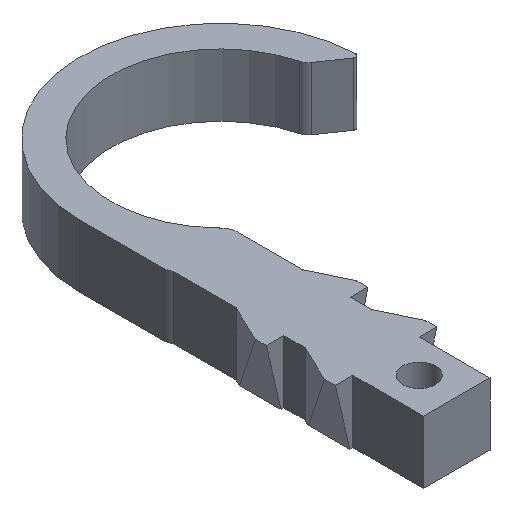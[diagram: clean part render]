
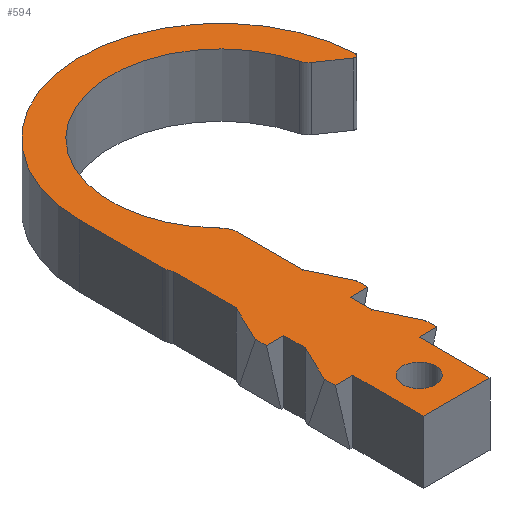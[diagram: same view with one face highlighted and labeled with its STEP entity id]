
A CAD part, isometric view. The second image highlights one B-rep face of the part: STEP entity #594.
In plain terms, the highlighted planar face has unit normal (0, 0, 1).
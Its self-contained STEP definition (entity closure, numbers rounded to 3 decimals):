
#16=FACE_BOUND('',#95,.T.);
#34=PLANE('',#660);
#63=FACE_OUTER_BOUND('',#94,.T.);
#94=EDGE_LOOP('',(#512,#513,#514,#515,#516,#517,#518,#519,#520,#521,#522,
#523,#524,#525,#526,#527,#528,#529,#530,#531,#532,#533,#534,#535,#536,#537,
#538));
#95=EDGE_LOOP('',(#539));
#108=LINE('',#855,#178);
#130=LINE('',#908,#200);
#133=LINE('',#913,#203);
#135=LINE('',#918,#205);
#138=LINE('',#923,#208);
#140=LINE('',#928,#210);
#143=LINE('',#933,#213);
#145=LINE('',#937,#215);
#147=LINE('',#941,#217);
#149=LINE('',#945,#219);
#151=LINE('',#949,#221);
#153=LINE('',#953,#223);
#154=LINE('',#955,#224);
#156=LINE('',#960,#226);
#159=LINE('',#965,#229);
#161=LINE('',#972,#231);
#165=LINE('',#983,#235);
#166=LINE('',#984,#236);
#167=LINE('',#985,#237);
#168=LINE('',#987,#238);
#169=LINE('',#989,#239);
#178=VECTOR('',#696,10.);
#200=VECTOR('',#730,10.);
#203=VECTOR('',#735,10.);
#205=VECTOR('',#739,10.);
#208=VECTOR('',#744,10.);
#210=VECTOR('',#748,10.);
#213=VECTOR('',#753,10.);
#215=VECTOR('',#757,10.);
#217=VECTOR('',#761,10.);
#219=VECTOR('',#765,10.);
#221=VECTOR('',#769,10.);
#223=VECTOR('',#773,10.);
#224=VECTOR('',#776,10.);
#226=VECTOR('',#780,10.);
#229=VECTOR('',#785,10.);
#231=VECTOR('',#793,10.);
#235=VECTOR('',#807,10.);
#236=VECTOR('',#808,10.);
#237=VECTOR('',#809,10.);
#238=VECTOR('',#810,10.);
#239=VECTOR('',#811,10.);
#243=CIRCLE('',#626,0.5);
#245=CIRCLE('',#629,22.5);
#247=CIRCLE('',#632,2.);
#252=CIRCLE('',#654,3.);
#253=CIRCLE('',#657,2.6);
#254=CIRCLE('',#659,17.5);
#255=CIRCLE('',#661,3.);
#258=VERTEX_POINT('',#833);
#259=VERTEX_POINT('',#835);
#261=VERTEX_POINT('',#841);
#264=VERTEX_POINT('',#848);
#265=VERTEX_POINT('',#850);
#289=VERTEX_POINT('',#905);
#290=VERTEX_POINT('',#907);
#291=VERTEX_POINT('',#911);
#292=VERTEX_POINT('',#915);
#293=VERTEX_POINT('',#917);
#294=VERTEX_POINT('',#921);
#295=VERTEX_POINT('',#925);
#296=VERTEX_POINT('',#927);
#297=VERTEX_POINT('',#931);
#298=VERTEX_POINT('',#935);
#299=VERTEX_POINT('',#939);
#300=VERTEX_POINT('',#943);
#301=VERTEX_POINT('',#947);
#302=VERTEX_POINT('',#951);
#303=VERTEX_POINT('',#957);
#304=VERTEX_POINT('',#959);
#305=VERTEX_POINT('',#963);
#306=VERTEX_POINT('',#967);
#307=VERTEX_POINT('',#971);
#308=VERTEX_POINT('',#975);
#309=VERTEX_POINT('',#979);
#310=VERTEX_POINT('',#986);
#311=VERTEX_POINT('',#988);
#314=EDGE_CURVE('',#259,#258,#243,.T.);
#318=EDGE_CURVE('',#258,#261,#245,.T.);
#321=EDGE_CURVE('',#265,#264,#247,.T.);
#324=EDGE_CURVE('',#264,#259,#108,.T.);
#350=EDGE_CURVE('',#289,#290,#130,.T.);
#353=EDGE_CURVE('',#291,#289,#133,.T.);
#355=EDGE_CURVE('',#292,#293,#135,.T.);
#358=EDGE_CURVE('',#294,#291,#138,.T.);
#360=EDGE_CURVE('',#295,#296,#140,.T.);
#363=EDGE_CURVE('',#297,#295,#143,.T.);
#365=EDGE_CURVE('',#298,#297,#145,.T.);
#367=EDGE_CURVE('',#299,#298,#147,.T.);
#369=EDGE_CURVE('',#300,#299,#149,.T.);
#371=EDGE_CURVE('',#301,#300,#151,.T.);
#373=EDGE_CURVE('',#302,#301,#153,.T.);
#374=EDGE_CURVE('',#296,#292,#154,.T.);
#376=EDGE_CURVE('',#303,#304,#156,.T.);
#379=EDGE_CURVE('',#305,#261,#159,.T.);
#381=EDGE_CURVE('',#306,#305,#252,.T.);
#382=EDGE_CURVE('',#304,#307,#161,.T.);
#384=EDGE_CURVE('',#308,#308,#253,.T.);
#386=EDGE_CURVE('',#265,#309,#254,.T.);
#388=EDGE_CURVE('',#290,#306,#165,.T.);
#389=EDGE_CURVE('',#293,#294,#166,.T.);
#390=EDGE_CURVE('',#307,#302,#167,.T.);
#391=EDGE_CURVE('',#310,#303,#168,.T.);
#392=EDGE_CURVE('',#311,#310,#169,.T.);
#393=EDGE_CURVE('',#309,#311,#255,.T.);
#512=ORIENTED_EDGE('',*,*,#379,.F.);
#513=ORIENTED_EDGE('',*,*,#381,.F.);
#514=ORIENTED_EDGE('',*,*,#388,.F.);
#515=ORIENTED_EDGE('',*,*,#350,.F.);
#516=ORIENTED_EDGE('',*,*,#353,.F.);
#517=ORIENTED_EDGE('',*,*,#358,.F.);
#518=ORIENTED_EDGE('',*,*,#389,.F.);
#519=ORIENTED_EDGE('',*,*,#355,.F.);
#520=ORIENTED_EDGE('',*,*,#374,.F.);
#521=ORIENTED_EDGE('',*,*,#360,.F.);
#522=ORIENTED_EDGE('',*,*,#363,.F.);
#523=ORIENTED_EDGE('',*,*,#365,.F.);
#524=ORIENTED_EDGE('',*,*,#367,.F.);
#525=ORIENTED_EDGE('',*,*,#369,.F.);
#526=ORIENTED_EDGE('',*,*,#371,.F.);
#527=ORIENTED_EDGE('',*,*,#373,.F.);
#528=ORIENTED_EDGE('',*,*,#390,.F.);
#529=ORIENTED_EDGE('',*,*,#382,.F.);
#530=ORIENTED_EDGE('',*,*,#376,.F.);
#531=ORIENTED_EDGE('',*,*,#391,.F.);
#532=ORIENTED_EDGE('',*,*,#392,.F.);
#533=ORIENTED_EDGE('',*,*,#393,.F.);
#534=ORIENTED_EDGE('',*,*,#386,.F.);
#535=ORIENTED_EDGE('',*,*,#321,.T.);
#536=ORIENTED_EDGE('',*,*,#324,.T.);
#537=ORIENTED_EDGE('',*,*,#314,.T.);
#538=ORIENTED_EDGE('',*,*,#318,.T.);
#539=ORIENTED_EDGE('',*,*,#384,.T.);
#594=ADVANCED_FACE('',(#63,#16),#34,.T.);
#626=AXIS2_PLACEMENT_3D('',#836,#675,#676);
#629=AXIS2_PLACEMENT_3D('',#843,#683,#684);
#632=AXIS2_PLACEMENT_3D('',#851,#690,#691);
#654=AXIS2_PLACEMENT_3D('',#969,#789,#790);
#657=AXIS2_PLACEMENT_3D('',#976,#797,#798);
#659=AXIS2_PLACEMENT_3D('',#980,#802,#803);
#660=AXIS2_PLACEMENT_3D('',#982,#805,#806);
#661=AXIS2_PLACEMENT_3D('',#990,#812,#813);
#675=DIRECTION('center_axis',(0.,0.,1.));
#676=DIRECTION('ref_axis',(-0.565,-0.825,0.));
#683=DIRECTION('center_axis',(0.,0.,1.));
#684=DIRECTION('ref_axis',(0.999,0.044,0.));
#690=DIRECTION('center_axis',(0.,0.,1.));
#691=DIRECTION('ref_axis',(-0.968,-0.252,0.));
#696=DIRECTION('',(0.825,-0.565,0.));
#730=DIRECTION('',(0.429,0.903,0.));
#735=DIRECTION('',(0.,1.,0.));
#739=DIRECTION('',(0.429,0.903,0.));
#744=DIRECTION('',(-1.,0.,0.));
#748=DIRECTION('',(-1.,0.,0.));
#753=DIRECTION('',(0.,1.,0.));
#757=DIRECTION('',(-1.,0.,0.));
#761=DIRECTION('',(0.,-1.,0.));
#765=DIRECTION('',(-1.,0.,0.));
#769=DIRECTION('',(0.,-1.,0.));
#773=DIRECTION('',(0.429,-0.903,0.));
#776=DIRECTION('',(0.,1.,0.));
#780=DIRECTION('',(0.,-1.,0.));
#785=DIRECTION('',(0.,1.,0.));
#789=DIRECTION('center_axis',(0.,0.,-1.));
#790=DIRECTION('ref_axis',(-0.9,-0.436,0.));
#793=DIRECTION('',(-1.,0.,0.));
#797=DIRECTION('center_axis',(0.,0.,-1.));
#798=DIRECTION('ref_axis',(1.,0.,0.));
#802=DIRECTION('center_axis',(0.,0.,1.));
#803=DIRECTION('ref_axis',(-0.968,-0.252,0.));
#805=DIRECTION('center_axis',(0.,0.,1.));
#806=DIRECTION('ref_axis',(1.,0.,0.));
#807=DIRECTION('',(0.,1.,0.));
#808=DIRECTION('',(0.,1.,0.));
#809=DIRECTION('',(0.,-1.,0.));
#810=DIRECTION('',(0.429,-0.903,0.));
#811=DIRECTION('',(0.,-1.,0.));
#812=DIRECTION('center_axis',(0.,0.,-1.));
#813=DIRECTION('ref_axis',(0.713,0.701,0.));
#833=CARTESIAN_POINT('',(22.478,0.984,12.));
#835=CARTESIAN_POINT('',(21.697,0.55,12.));
#836=CARTESIAN_POINT('Origin',(21.979,0.963,12.));
#841=CARTESIAN_POINT('',(-22.5,0.,12.));
#843=CARTESIAN_POINT('Origin',(0.,0.,12.));
#848=CARTESIAN_POINT('',(17.743,3.256,12.));
#850=CARTESIAN_POINT('',(16.937,4.403,12.));
#851=CARTESIAN_POINT('Origin',(18.873,4.906,12.));
#855=CARTESIAN_POINT('',(17.743,3.256,12.));
#905=CARTESIAN_POINT('',(-25.,-30.53,12.));
#907=CARTESIAN_POINT('',(-22.2,-24.636,12.));
#908=CARTESIAN_POINT('',(-18.606,-17.069,12.));
#911=CARTESIAN_POINT('',(-25.,-32.268,12.));
#913=CARTESIAN_POINT('',(-25.,-23.282,12.));
#915=CARTESIAN_POINT('',(-25.,-41.53,12.));
#917=CARTESIAN_POINT('',(-22.2,-35.636,12.));
#918=CARTESIAN_POINT('',(-16.474,-23.581,12.));
#921=CARTESIAN_POINT('',(-22.2,-32.268,12.));
#923=CARTESIAN_POINT('',(-13.13,-32.268,12.));
#925=CARTESIAN_POINT('',(-22.2,-43.268,12.));
#927=CARTESIAN_POINT('',(-25.,-43.268,12.));
#928=CARTESIAN_POINT('',(-13.13,-43.268,12.));
#931=CARTESIAN_POINT('',(-22.2,-54.568,12.));
#933=CARTESIAN_POINT('',(-22.2,-29.651,12.));
#935=CARTESIAN_POINT('',(-11.617,-54.568,12.));
#937=CARTESIAN_POINT('',(-4.889,-54.568,12.));
#939=CARTESIAN_POINT('',(-11.617,-43.268,12.));
#941=CARTESIAN_POINT('',(-11.617,-31.335,12.));
#943=CARTESIAN_POINT('',(-8.817,-43.268,12.));
#945=CARTESIAN_POINT('',(-6.439,-43.268,12.));
#947=CARTESIAN_POINT('',(-8.817,-41.53,12.));
#949=CARTESIAN_POINT('',(-8.817,-29.651,12.));
#951=CARTESIAN_POINT('',(-11.617,-35.636,12.));
#953=CARTESIAN_POINT('',(-13.062,-32.593,12.));
#955=CARTESIAN_POINT('',(-25.,-28.782,12.));
#957=CARTESIAN_POINT('',(-8.817,-30.53,12.));
#959=CARTESIAN_POINT('',(-8.817,-32.268,12.));
#960=CARTESIAN_POINT('',(-8.817,-24.151,12.));
#963=CARTESIAN_POINT('',(-22.5,-13.26,12.));
#965=CARTESIAN_POINT('',(-22.5,-8.017,12.));
#967=CARTESIAN_POINT('',(-22.2,-14.568,12.));
#969=CARTESIAN_POINT('Origin',(-19.5,-13.26,12.));
#971=CARTESIAN_POINT('',(-11.617,-32.268,12.));
#972=CARTESIAN_POINT('',(-6.439,-32.268,12.));
#975=CARTESIAN_POINT('',(-19.509,-48.568,12.));
#976=CARTESIAN_POINT('Origin',(-16.909,-48.568,12.));
#979=CARTESIAN_POINT('',(-12.473,-12.275,12.));
#980=CARTESIAN_POINT('Origin',(0.,0.,12.));
#982=CARTESIAN_POINT('Origin',(-1.261,-16.034,12.));
#983=CARTESIAN_POINT('',(-22.2,-15.301,12.));
#984=CARTESIAN_POINT('',(-22.2,-24.151,12.));
#985=CARTESIAN_POINT('',(-11.617,-25.835,12.));
#986=CARTESIAN_POINT('',(-11.617,-24.636,12.));
#987=CARTESIAN_POINT('',(-10.931,-26.081,12.));
#988=CARTESIAN_POINT('',(-11.617,-14.568,12.));
#989=CARTESIAN_POINT('',(-11.617,-20.335,12.));
#990=CARTESIAN_POINT('Origin',(-14.611,-14.379,12.));
